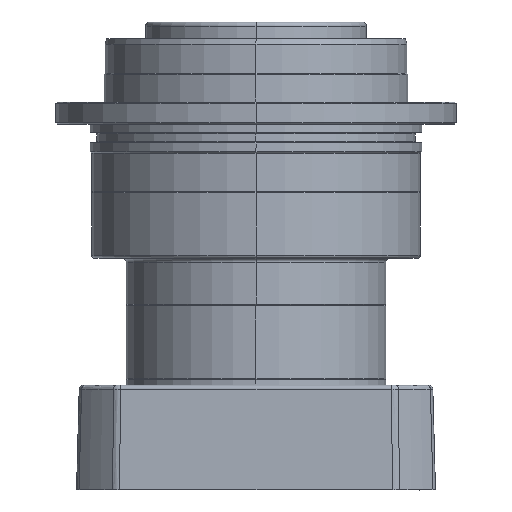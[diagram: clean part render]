
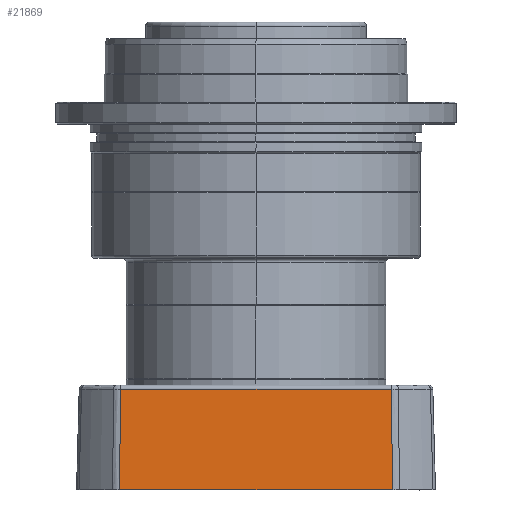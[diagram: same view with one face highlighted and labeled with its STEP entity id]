
A CAD part, left-side view. The second image highlights one B-rep face of the part: STEP entity #21869.
In plain terms, the highlighted face is planar.
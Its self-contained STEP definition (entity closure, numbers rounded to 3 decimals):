
#715 = FACE_OUTER_BOUND ( 'NONE', #11251, .T. ) ;
#908 = CARTESIAN_POINT ( 'NONE',  ( -23564.888, 26599.173, 23543. ) ) ;
#3078 = LINE ( 'NONE', #36612, #24907 ) ;
#5488 = CARTESIAN_POINT ( 'NONE',  ( -23565.845, 26598.833, 23506.461 ) ) ;
#6369 = CARTESIAN_POINT ( 'NONE',  ( -23564.888, 26500.354, 23543. ) ) ;
#7657 = VECTOR ( 'NONE', #15979, 1000. ) ;
#8662 = EDGE_CURVE ( 'NONE', #30299, #14748, #17407, .T. ) ;
#10439 = ORIENTED_EDGE ( 'NONE', *, *, #44906, .T. ) ;
#10467 = CARTESIAN_POINT ( 'NONE',  ( -23564.875, 26500.349, 23543.5 ) ) ;
#11251 = EDGE_LOOP ( 'NONE', ( #39690, #47355, #10439, #30046 ) ) ;
#14748 = VERTEX_POINT ( 'NONE', #6369 ) ;
#14991 = LINE ( 'NONE', #35651, #20727 ) ;
#15326 = CARTESIAN_POINT ( 'NONE',  ( -23564.888, 26600.569, 23543. ) ) ;
#15827 = CARTESIAN_POINT ( 'NONE',  ( -23564.888, 26600.569, 23543. ) ) ;
#15979 = DIRECTION ( 'NONE',  ( 0., -1., 0. ) ) ;
#17407 = LINE ( 'NONE', #15827, #7657 ) ;
#20727 = VECTOR ( 'NONE', #38713, 1000. ) ;
#21869 = ADVANCED_FACE ( 'NONE', ( #715 ), #26874, .T. ) ;
#24907 = VECTOR ( 'NONE', #40000, 1000. ) ;
#26396 = DIRECTION ( 'NONE',  ( 1., 0., -0.026 ) ) ;
#26874 = PLANE ( 'NONE',  #40293 ) ;
#29220 = VERTEX_POINT ( 'NONE', #5488 ) ;
#30046 = ORIENTED_EDGE ( 'NONE', *, *, #44840, .F. ) ;
#30299 = VERTEX_POINT ( 'NONE', #908 ) ;
#30664 = CARTESIAN_POINT ( 'NONE',  ( -23565.845, 26500.694, 23506.461 ) ) ;
#32412 = VECTOR ( 'NONE', #47580, 1000. ) ;
#35651 = CARTESIAN_POINT ( 'NONE',  ( -23565.845, 26598.833, 23506.461 ) ) ;
#36612 = CARTESIAN_POINT ( 'NONE',  ( -23565.845, 26549.763, 23506.461 ) ) ;
#37479 = DIRECTION ( 'NONE',  ( -0.026, 0., -1. ) ) ;
#38713 = DIRECTION ( 'NONE',  ( 0.026, 0.009, 1. ) ) ;
#39295 = LINE ( 'NONE', #10467, #32412 ) ;
#39690 = ORIENTED_EDGE ( 'NONE', *, *, #43016, .T. ) ;
#40000 = DIRECTION ( 'NONE',  ( 0., -1., 0. ) ) ;
#40293 = AXIS2_PLACEMENT_3D ( 'NONE', #15326, #26396, #37479 ) ;
#41417 = VERTEX_POINT ( 'NONE', #30664 ) ;
#43016 = EDGE_CURVE ( 'NONE', #29220, #30299, #14991, .T. ) ;
#44840 = EDGE_CURVE ( 'NONE', #29220, #41417, #3078, .T. ) ;
#44906 = EDGE_CURVE ( 'NONE', #14748, #41417, #39295, .T. ) ;
#47355 = ORIENTED_EDGE ( 'NONE', *, *, #8662, .T. ) ;
#47580 = DIRECTION ( 'NONE',  ( -0.026, 0.009, -1. ) ) ;
